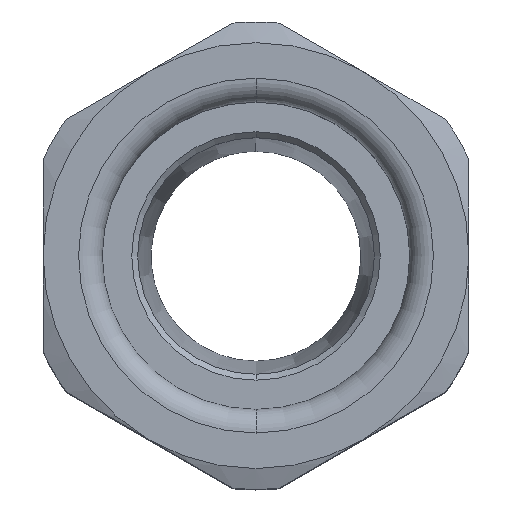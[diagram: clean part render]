
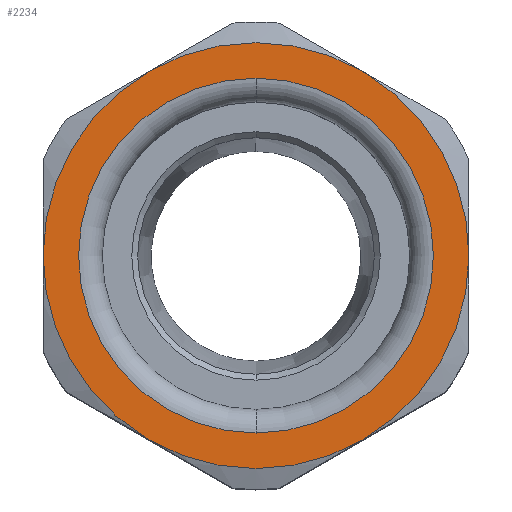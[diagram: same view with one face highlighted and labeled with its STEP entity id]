
A CAD part, top view. The second image highlights one B-rep face of the part: STEP entity #2234.
In plain terms, the highlighted planar face has unit normal (0, 0, 1).
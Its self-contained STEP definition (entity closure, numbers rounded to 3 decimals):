
#1208=AXIS2_PLACEMENT_3D('Circle Axis2P3D',#1206,#1207,$) ;
#1264=AXIS2_PLACEMENT_3D('Circle Axis2P3D',#1262,#1263,$) ;
#1340=AXIS2_PLACEMENT_3D('Circle Axis2P3D',#1338,#1339,$) ;
#1418=AXIS2_PLACEMENT_3D('Circle Axis2P3D',#1416,#1417,$) ;
#1500=AXIS2_PLACEMENT_3D('Circle Axis2P3D',#1498,#1499,$) ;
#1578=AXIS2_PLACEMENT_3D('Circle Axis2P3D',#1576,#1577,$) ;
#1616=AXIS2_PLACEMENT_3D('Circle Axis2P3D',#1614,#1615,$) ;
#1738=AXIS2_PLACEMENT_3D('Circle Axis2P3D',#1736,#1737,$) ;
#2204=AXIS2_PLACEMENT_3D('Plane Axis2P3D',#2201,#2202,#2203) ;
#2218=AXIS2_PLACEMENT_3D('Circle Axis2P3D',#2216,#2217,$) ;
#2227=AXIS2_PLACEMENT_3D('Circle Axis2P3D',#2225,#2226,$) ;
#1206=CARTESIAN_POINT('Axis2P3D Location',(18.,19.75,56.75)) ;
#1210=CARTESIAN_POINT('Vertex',(8.635,4.378,56.75)) ;
#1212=CARTESIAN_POINT('Vertex',(9.,4.162,56.75)) ;
#1262=CARTESIAN_POINT('Axis2P3D Location',(18.,19.75,56.75)) ;
#1266=CARTESIAN_POINT('Vertex',(27.365,35.122,56.75)) ;
#1268=CARTESIAN_POINT('Vertex',(27.,35.338,56.75)) ;
#1338=CARTESIAN_POINT('Axis2P3D Location',(18.,19.75,56.75)) ;
#1342=CARTESIAN_POINT('Vertex',(36.,19.75,56.75)) ;
#1411=CARTESIAN_POINT('Vertex',(9.,35.338,56.75)) ;
#1416=CARTESIAN_POINT('Axis2P3D Location',(18.,19.75,56.75)) ;
#1493=CARTESIAN_POINT('Vertex',(0.,19.75,56.75)) ;
#1498=CARTESIAN_POINT('Axis2P3D Location',(18.,19.75,56.75)) ;
#1576=CARTESIAN_POINT('Axis2P3D Location',(18.,19.75,56.75)) ;
#1609=CARTESIAN_POINT('Vertex',(27.,4.162,56.75)) ;
#1614=CARTESIAN_POINT('Axis2P3D Location',(18.,19.75,56.75)) ;
#1736=CARTESIAN_POINT('Axis2P3D Location',(18.,19.75,56.75)) ;
#2201=CARTESIAN_POINT('Axis2P3D Location',(18.,19.75,56.75)) ;
#2216=CARTESIAN_POINT('Axis2P3D Location',(18.,19.75,56.75)) ;
#2220=CARTESIAN_POINT('Vertex',(18.,34.75,56.75)) ;
#2222=CARTESIAN_POINT('Vertex',(18.,4.75,56.75)) ;
#2225=CARTESIAN_POINT('Axis2P3D Location',(18.,19.75,56.75)) ;
#1207=DIRECTION('Axis2P3D Direction',(0.,0.,-1.)) ;
#1263=DIRECTION('Axis2P3D Direction',(0.,0.,-1.)) ;
#1339=DIRECTION('Axis2P3D Direction',(0.,0.,-1.)) ;
#1417=DIRECTION('Axis2P3D Direction',(0.,0.,-1.)) ;
#1499=DIRECTION('Axis2P3D Direction',(0.,0.,-1.)) ;
#1577=DIRECTION('Axis2P3D Direction',(0.,0.,-1.)) ;
#1615=DIRECTION('Axis2P3D Direction',(0.,0.,-1.)) ;
#1737=DIRECTION('Axis2P3D Direction',(0.,0.,-1.)) ;
#2202=DIRECTION('Axis2P3D Direction',(0.,0.,-1.)) ;
#2203=DIRECTION('Axis2P3D XDirection',(0.,1.,0.)) ;
#2217=DIRECTION('Axis2P3D Direction',(0.,0.,-1.)) ;
#2226=DIRECTION('Axis2P3D Direction',(0.,0.,-1.)) ;
#2207=ORIENTED_EDGE('',*,*,#1740,.T.) ;
#2208=ORIENTED_EDGE('',*,*,#1344,.T.) ;
#2209=ORIENTED_EDGE('',*,*,#1270,.T.) ;
#2210=ORIENTED_EDGE('',*,*,#1420,.T.) ;
#2211=ORIENTED_EDGE('',*,*,#1502,.T.) ;
#2212=ORIENTED_EDGE('',*,*,#1580,.T.) ;
#2213=ORIENTED_EDGE('',*,*,#1214,.T.) ;
#2214=ORIENTED_EDGE('',*,*,#1618,.T.) ;
#2231=ORIENTED_EDGE('',*,*,#2224,.F.) ;
#2232=ORIENTED_EDGE('',*,*,#2229,.F.) ;
#2233=FACE_BOUND('',#2230,.T.) ;
#2234=ADVANCED_FACE('PartBody',(#2215,#2233),#2205,.F.) ;
#1209=CIRCLE('generated circle',#1208,18.) ;
#1265=CIRCLE('generated circle',#1264,18.) ;
#1341=CIRCLE('generated circle',#1340,18.) ;
#1419=CIRCLE('generated circle',#1418,18.) ;
#1501=CIRCLE('generated circle',#1500,18.) ;
#1579=CIRCLE('generated circle',#1578,18.) ;
#1617=CIRCLE('generated circle',#1616,18.) ;
#1739=CIRCLE('generated circle',#1738,18.) ;
#2219=CIRCLE('generated circle',#2218,15.) ;
#2228=CIRCLE('generated circle',#2227,15.) ;
#1214=EDGE_CURVE('',#1211,#1213,#1209,.F.) ;
#1270=EDGE_CURVE('',#1267,#1269,#1265,.F.) ;
#1344=EDGE_CURVE('',#1343,#1267,#1341,.F.) ;
#1420=EDGE_CURVE('',#1269,#1412,#1419,.F.) ;
#1502=EDGE_CURVE('',#1412,#1494,#1501,.F.) ;
#1580=EDGE_CURVE('',#1494,#1211,#1579,.F.) ;
#1618=EDGE_CURVE('',#1213,#1610,#1617,.F.) ;
#1740=EDGE_CURVE('',#1610,#1343,#1739,.F.) ;
#2224=EDGE_CURVE('',#2221,#2223,#2219,.F.) ;
#2229=EDGE_CURVE('',#2223,#2221,#2228,.F.) ;
#2206=EDGE_LOOP('',(#2207,#2208,#2209,#2210,#2211,#2212,#2213,#2214)) ;
#2230=EDGE_LOOP('',(#2231,#2232)) ;
#2215=FACE_OUTER_BOUND('',#2206,.T.) ;
#2205=PLANE('',#2204) ;
#1211=VERTEX_POINT('',#1210) ;
#1213=VERTEX_POINT('',#1212) ;
#1267=VERTEX_POINT('',#1266) ;
#1269=VERTEX_POINT('',#1268) ;
#1343=VERTEX_POINT('',#1342) ;
#1412=VERTEX_POINT('',#1411) ;
#1494=VERTEX_POINT('',#1493) ;
#1610=VERTEX_POINT('',#1609) ;
#2221=VERTEX_POINT('',#2220) ;
#2223=VERTEX_POINT('',#2222) ;
